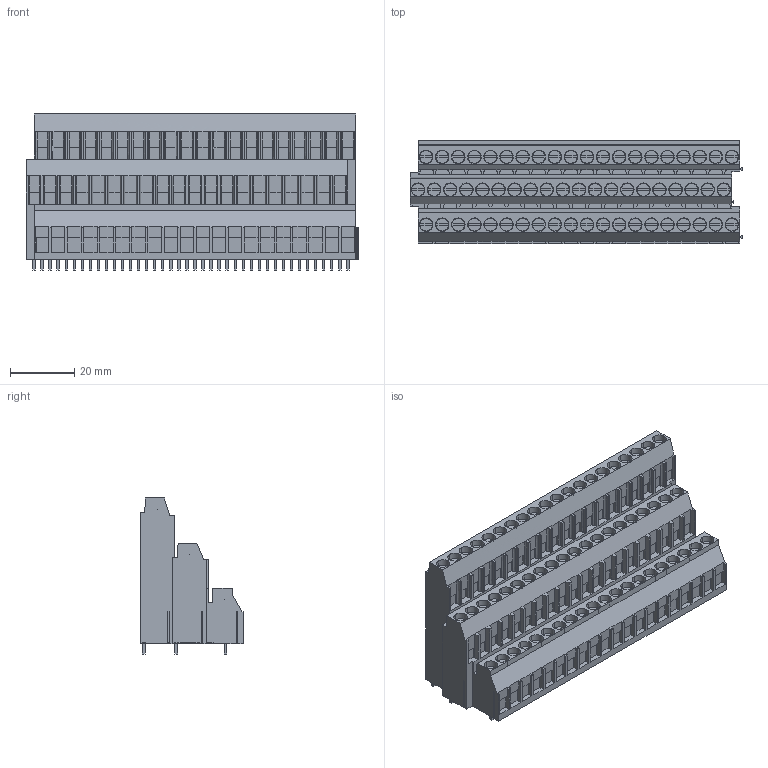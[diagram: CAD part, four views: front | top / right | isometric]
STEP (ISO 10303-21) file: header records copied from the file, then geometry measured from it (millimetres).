
FILE_DESCRIPTION(('CATIA V5 STEP','CAx-IF Rec.Pracs.--- Model Styling and Organization---1.4--- 2014-01-23'),'2;1');
FILE_NAME ('D1461022_1', '2024-03-19T08:32:59+00:00', ('none'), ('Weidmueller'), 'CATIA Version 5-6 Release 2016 SP3 HF44', 'CATIA V5 STEP AP214', 'none');
FILE_SCHEMA(('AUTOMOTIVE_DESIGN { 1 0 10303 214 1 1 1 1 }'));
Length unit declared in the file: millimetre
Products named in the file (1): 1979010000
Bounding box: 103.15 x 32 x 48.47 mm (x, y, z)
Volume: 87068.7 mm3; surface area: 27121.8 mm2
Topology: 121 solids, 121 shells, 1689 faces, 4313 edges, 2927 vertices
Faces by surface type: plane 1373, cylinder 277, extrusion 39
Entity records: 46655 total; most frequent: CARTESIAN_POINT 10251, ORIENTED_EDGE 8626, DIRECTION 5278, EDGE_CURVE 4313, VECTOR 3297, LINE 3258, VERTEX_POINT 2927, EDGE_LOOP 1750
